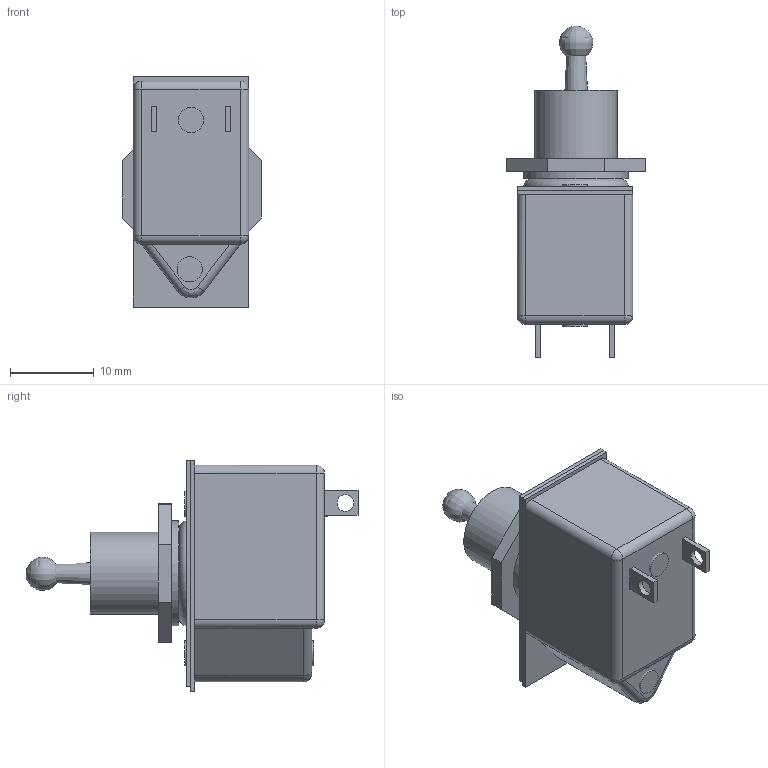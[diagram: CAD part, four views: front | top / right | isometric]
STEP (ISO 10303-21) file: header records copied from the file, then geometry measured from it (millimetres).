
FILE_DESCRIPTION(/* description */ (''),/* implementation_level */ '2;1');
FILE_NAME(/* name */ 'T1.stp',/* time_stamp */ '2020-03-31T16:58:08+03:00',/* author */ ('user'),/* organization */ (''),/* preprocessor_version */ 'ST-DEVELOPER v17',/* originating_system */ 'Autodesk Inventor 2019',/* authorisation */ '');
FILE_SCHEMA (('AUTOMOTIVE_DESIGN { 1 0 10303 214 3 1 1 }'));
Length unit declared in the file: millimetre
Products named in the file (1): T1
Bounding box: 16.57 x 39.65 x 27.5 mm (x, y, z)
Volume: 6591.9 mm3; surface area: 4026.4 mm2
Topology: 7 solids, 7 shells, 85 faces, 179 edges, 115 vertices
Faces by surface type: plane 54, cylinder 23, sphere 4, bspline 2, torus 1, cone 1
Full cylindrical faces by diameter (mm): 2 x2, 3 x4, 4 x1, 9.8 x2, 10 x2, 12.513 x1
Entity records: 2448 total; most frequent: CARTESIAN_POINT 446, DIRECTION 403, ORIENTED_EDGE 354, EDGE_CURVE 177, AXIS2_PLACEMENT_3D 143, LINE 117, VECTOR 117, VERTEX_POINT 115
